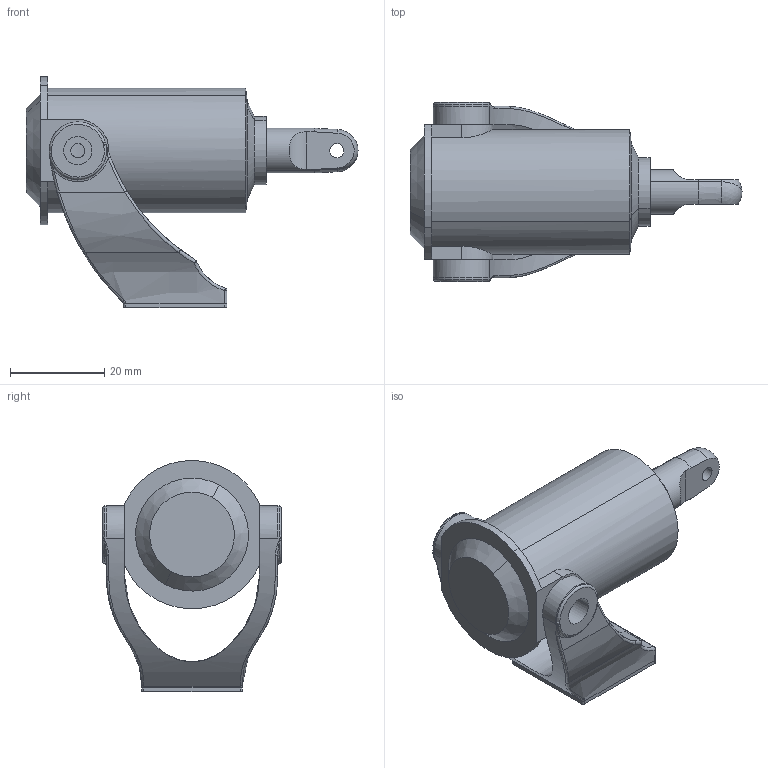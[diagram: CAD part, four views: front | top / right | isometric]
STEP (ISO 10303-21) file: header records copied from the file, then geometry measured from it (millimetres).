
FILE_DESCRIPTION(('CATIA V5 STEP Exchange'),'2;1');
FILE_NAME('Mirobot_Air_Spring.stp','2020-05-03T19:58:07+00:00',('none'),('none'),'CATIA Version 5-6 Release 2017 SP2 HF65','CATIA V5 STEP AP203 v0','none');
FILE_SCHEMA(('CONFIG_CONTROL_DESIGN'));
Length unit declared in the file: millimetre
Products named in the file (1): Mirobot_CAD
Bounding box: 70.5 x 38 x 49.08 mm (x, y, z)
Volume: 35248.4 mm3; surface area: 12968 mm2
Topology: 3 solids, 5 shells, 139 faces, 324 edges, 193 vertices
Faces by surface type: cylinder 53, plane 27, bspline 20, torus 14, sphere 10, cone 10, extrusion 5
Entity records: 5453 total; most frequent: CARTESIAN_POINT 2713, ORIENTED_EDGE 632, DIRECTION 380, EDGE_CURVE 316, AXIS2_PLACEMENT_3D 205, VERTEX_POINT 191, EDGE_LOOP 149, ADVANCED_FACE 139
